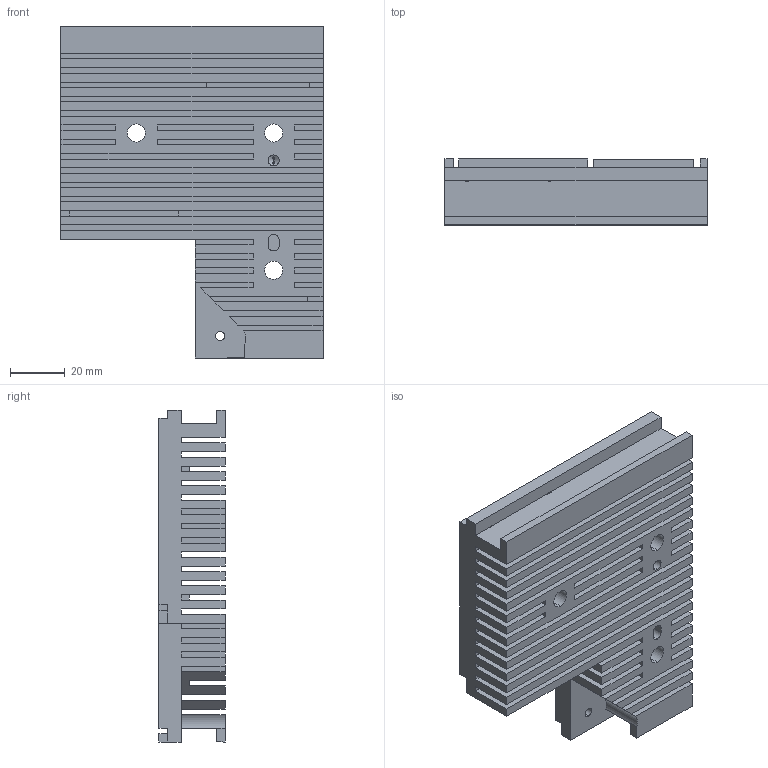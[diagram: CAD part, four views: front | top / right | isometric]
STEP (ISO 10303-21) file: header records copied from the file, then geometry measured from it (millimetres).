
FILE_DESCRIPTION (( 'STEP AP203' ), '1' );
FILE_NAME ('2_405-488nm_heatsink.STEP', '2021-08-30T12:55:16', ( '' ), ( '' ), 'SwSTEP 2.0', 'SolidWorks 2020', '' );
FILE_SCHEMA (( 'CONFIG_CONTROL_DESIGN' ));
Length unit declared in the file: millimetre
Products named in the file (1): 2_405-488nm_heatsink
Bounding box: 95.5 x 24.12 x 121 mm (x, y, z)
Volume: 138691.1 mm3; surface area: 76145.6 mm2
Topology: 1 solids, 1 shells, 226 faces, 642 edges, 412 vertices
Faces by surface type: plane 169, cylinder 39, cone 18
Entity records: 7223 total; most frequent: CARTESIAN_POINT 1279, ORIENTED_EDGE 1248, DIRECTION 1156, EDGE_CURVE 624, VECTOR 538, LINE 538, VERTEX_POINT 412, AXIS2_PLACEMENT_3D 309
